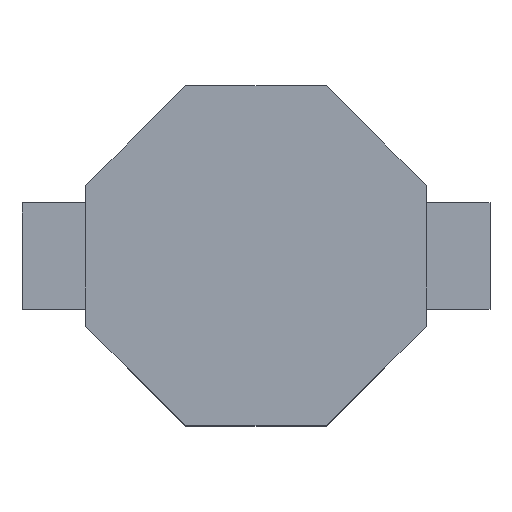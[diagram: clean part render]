
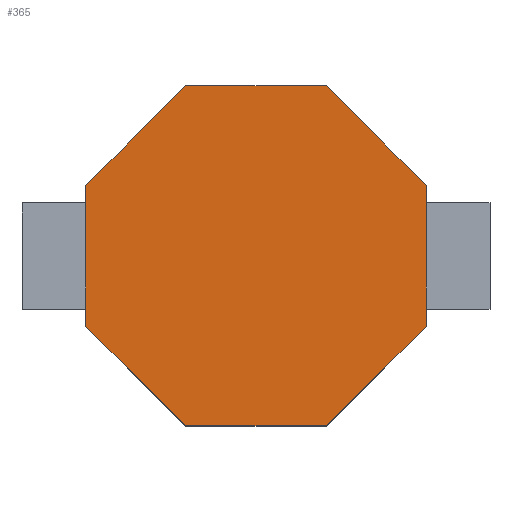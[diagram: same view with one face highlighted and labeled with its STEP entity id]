
A CAD part, top view. The second image highlights one B-rep face of the part: STEP entity #365.
In plain terms, the highlighted planar face has unit normal (0, 0, 1).
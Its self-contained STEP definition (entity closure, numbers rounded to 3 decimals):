
#27=FACE_OUTER_BOUND('',#49,.T.);
#49=EDGE_LOOP('',(#271,#272,#273,#274,#275,#276,#277,#278));
#65=LINE('',#525,#113);
#68=LINE('',#531,#116);
#71=LINE('',#537,#119);
#74=LINE('',#543,#122);
#77=LINE('',#549,#125);
#80=LINE('',#555,#128);
#83=LINE('',#561,#131);
#86=LINE('',#565,#134);
#113=VECTOR('',#429,10.);
#116=VECTOR('',#434,10.);
#119=VECTOR('',#439,10.);
#122=VECTOR('',#444,10.);
#125=VECTOR('',#449,10.);
#128=VECTOR('',#454,10.);
#131=VECTOR('',#459,10.);
#134=VECTOR('',#464,10.);
#161=VERTEX_POINT('',#522);
#162=VERTEX_POINT('',#524);
#164=VERTEX_POINT('',#530);
#166=VERTEX_POINT('',#536);
#168=VERTEX_POINT('',#542);
#170=VERTEX_POINT('',#548);
#172=VERTEX_POINT('',#554);
#174=VERTEX_POINT('',#560);
#193=EDGE_CURVE('',#162,#161,#65,.T.);
#196=EDGE_CURVE('',#164,#162,#68,.T.);
#199=EDGE_CURVE('',#166,#164,#71,.T.);
#202=EDGE_CURVE('',#168,#166,#74,.T.);
#205=EDGE_CURVE('',#170,#168,#77,.T.);
#208=EDGE_CURVE('',#172,#170,#80,.T.);
#211=EDGE_CURVE('',#174,#172,#83,.T.);
#214=EDGE_CURVE('',#161,#174,#86,.T.);
#271=ORIENTED_EDGE('',*,*,#214,.T.);
#272=ORIENTED_EDGE('',*,*,#211,.T.);
#273=ORIENTED_EDGE('',*,*,#208,.T.);
#274=ORIENTED_EDGE('',*,*,#205,.T.);
#275=ORIENTED_EDGE('',*,*,#202,.T.);
#276=ORIENTED_EDGE('',*,*,#199,.T.);
#277=ORIENTED_EDGE('',*,*,#196,.T.);
#278=ORIENTED_EDGE('',*,*,#193,.T.);
#343=PLANE('',#409);
#365=ADVANCED_FACE('',(#27),#343,.T.);
#409=AXIS2_PLACEMENT_3D('',#566,#465,#466);
#429=DIRECTION('',(-0.707,-0.707,0.));
#434=DIRECTION('',(-1.,0.,0.));
#439=DIRECTION('',(-0.707,0.707,0.));
#444=DIRECTION('',(0.,1.,0.));
#449=DIRECTION('',(0.707,0.707,0.));
#454=DIRECTION('',(1.,0.,0.));
#459=DIRECTION('',(0.707,-0.707,0.));
#464=DIRECTION('',(0.,-1.,0.));
#465=DIRECTION('center_axis',(0.,0.,1.));
#466=DIRECTION('ref_axis',(1.,0.,0.));
#522=CARTESIAN_POINT('',(-4.,1.657,6.));
#524=CARTESIAN_POINT('',(-1.657,4.,6.));
#525=CARTESIAN_POINT('',(-1.657,4.,6.));
#530=CARTESIAN_POINT('',(1.657,4.,6.));
#531=CARTESIAN_POINT('',(1.657,4.,6.));
#536=CARTESIAN_POINT('',(4.,1.657,6.));
#537=CARTESIAN_POINT('',(4.,1.657,6.));
#542=CARTESIAN_POINT('',(4.,-1.657,6.));
#543=CARTESIAN_POINT('',(4.,-1.657,6.));
#548=CARTESIAN_POINT('',(1.657,-4.,6.));
#549=CARTESIAN_POINT('',(1.657,-4.,6.));
#554=CARTESIAN_POINT('',(-1.657,-4.,6.));
#555=CARTESIAN_POINT('',(-1.657,-4.,6.));
#560=CARTESIAN_POINT('',(-4.,-1.657,6.));
#561=CARTESIAN_POINT('',(-4.,-1.657,6.));
#565=CARTESIAN_POINT('',(-4.,1.657,6.));
#566=CARTESIAN_POINT('Origin',(0.,0.,6.));
